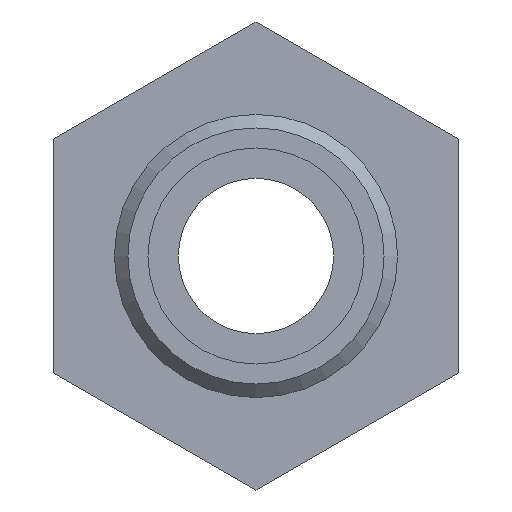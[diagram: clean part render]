
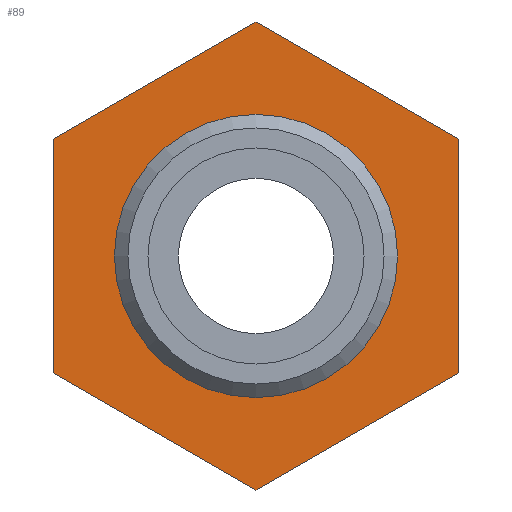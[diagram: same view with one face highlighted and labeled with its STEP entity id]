
A CAD part, left-side view. The second image highlights one B-rep face of the part: STEP entity #89.
In plain terms, the highlighted planar face has unit normal (-1, 0, 0).
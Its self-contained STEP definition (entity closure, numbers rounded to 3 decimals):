
#23 = PLANE ( 'NONE',  #766 ) ;
#28 = CARTESIAN_POINT ( 'NONE',  ( 12., 15., 0. ) ) ;
#33 = EDGE_CURVE ( 'NONE', #741, #683, #153, .T. ) ;
#57 = CARTESIAN_POINT ( 'NONE',  ( 12., 15., -8.66 ) ) ;
#60 = CARTESIAN_POINT ( 'NONE',  ( 12., 0., -17.321 ) ) ;
#87 = VECTOR ( 'NONE', #231, 1000. ) ;
#89 = ADVANCED_FACE ( 'NONE', ( #873, #328 ), #23, .T. ) ;
#91 = EDGE_LOOP ( 'NONE', ( #821, #266, #347, #837, #137, #166 ) ) ;
#106 = CARTESIAN_POINT ( 'NONE',  ( 12., 0., 17.321 ) ) ;
#137 = ORIENTED_EDGE ( 'NONE', *, *, #452, .T. ) ;
#139 = VERTEX_POINT ( 'NONE', #106 ) ;
#153 = LINE ( 'NONE', #28, #520 ) ;
#166 = ORIENTED_EDGE ( 'NONE', *, *, #867, .T. ) ;
#167 = DIRECTION ( 'NONE',  ( 0., 0., -1. ) ) ;
#170 = EDGE_CURVE ( 'NONE', #748, #779, #737, .T. ) ;
#179 = DIRECTION ( 'NONE',  ( 0., -0.866, 0.5 ) ) ;
#193 = LINE ( 'NONE', #584, #296 ) ;
#228 = VERTEX_POINT ( 'NONE', #845 ) ;
#231 = DIRECTION ( 'NONE',  ( 0., 0., 1. ) ) ;
#252 = VECTOR ( 'NONE', #378, 1000. ) ;
#253 = CARTESIAN_POINT ( 'NONE',  ( 12., -15., -8.66 ) ) ;
#255 = VECTOR ( 'NONE', #339, 1000. ) ;
#266 = ORIENTED_EDGE ( 'NONE', *, *, #33, .T. ) ;
#268 = EDGE_CURVE ( 'NONE', #599, #599, #691, .T. ) ;
#286 = CARTESIAN_POINT ( 'NONE',  ( 12., 0., -10.48 ) ) ;
#291 = DIRECTION ( 'NONE',  ( -1., 0., 0. ) ) ;
#295 = CARTESIAN_POINT ( 'NONE',  ( 12., -15., 0. ) ) ;
#296 = VECTOR ( 'NONE', #445, 1000. ) ;
#304 = CARTESIAN_POINT ( 'NONE',  ( 12., 0., 0. ) ) ;
#328 = FACE_OUTER_BOUND ( 'NONE', #91, .T. ) ;
#339 = DIRECTION ( 'NONE',  ( 0., 0.866, 0.5 ) ) ;
#347 = ORIENTED_EDGE ( 'NONE', *, *, #562, .T. ) ;
#358 = LINE ( 'NONE', #295, #87 ) ;
#367 = CARTESIAN_POINT ( 'NONE',  ( 12., 0., -17.321 ) ) ;
#375 = ORIENTED_EDGE ( 'NONE', *, *, #268, .T. ) ;
#376 = CARTESIAN_POINT ( 'NONE',  ( 12., 15., -8.66 ) ) ;
#378 = DIRECTION ( 'NONE',  ( 0., -0.866, -0.5 ) ) ;
#386 = CARTESIAN_POINT ( 'NONE',  ( 12., 15., 8.66 ) ) ;
#392 = LINE ( 'NONE', #376, #252 ) ;
#403 = VECTOR ( 'NONE', #179, 1000. ) ;
#445 = DIRECTION ( 'NONE',  ( 0., 0.866, -0.5 ) ) ;
#452 = EDGE_CURVE ( 'NONE', #779, #228, #358, .T. ) ;
#492 = DIRECTION ( 'NONE',  ( 0., 0., 1. ) ) ;
#495 = CARTESIAN_POINT ( 'NONE',  ( 12., 0., 0. ) ) ;
#520 = VECTOR ( 'NONE', #167, 1000. ) ;
#555 = LINE ( 'NONE', #831, #255 ) ;
#562 = EDGE_CURVE ( 'NONE', #683, #748, #392, .T. ) ;
#584 = CARTESIAN_POINT ( 'NONE',  ( 12., 0., 17.321 ) ) ;
#599 = VERTEX_POINT ( 'NONE', #286 ) ;
#607 = EDGE_CURVE ( 'NONE', #139, #741, #193, .T. ) ;
#683 = VERTEX_POINT ( 'NONE', #57 ) ;
#691 = CIRCLE ( 'NONE', #772, 10.48 ) ;
#717 = DIRECTION ( 'NONE',  ( 1., 0., 0. ) ) ;
#737 = LINE ( 'NONE', #367, #403 ) ;
#741 = VERTEX_POINT ( 'NONE', #386 ) ;
#748 = VERTEX_POINT ( 'NONE', #60 ) ;
#766 = AXIS2_PLACEMENT_3D ( 'NONE', #495, #291, #492 ) ;
#772 = AXIS2_PLACEMENT_3D ( 'NONE', #304, #717, #785 ) ;
#779 = VERTEX_POINT ( 'NONE', #253 ) ;
#785 = DIRECTION ( 'NONE',  ( 0., 0., -1. ) ) ;
#821 = ORIENTED_EDGE ( 'NONE', *, *, #607, .T. ) ;
#831 = CARTESIAN_POINT ( 'NONE',  ( 12., -15., 8.66 ) ) ;
#837 = ORIENTED_EDGE ( 'NONE', *, *, #170, .T. ) ;
#842 = EDGE_LOOP ( 'NONE', ( #375 ) ) ;
#845 = CARTESIAN_POINT ( 'NONE',  ( 12., -15., 8.66 ) ) ;
#867 = EDGE_CURVE ( 'NONE', #228, #139, #555, .T. ) ;
#873 = FACE_BOUND ( 'NONE', #842, .T. ) ;
